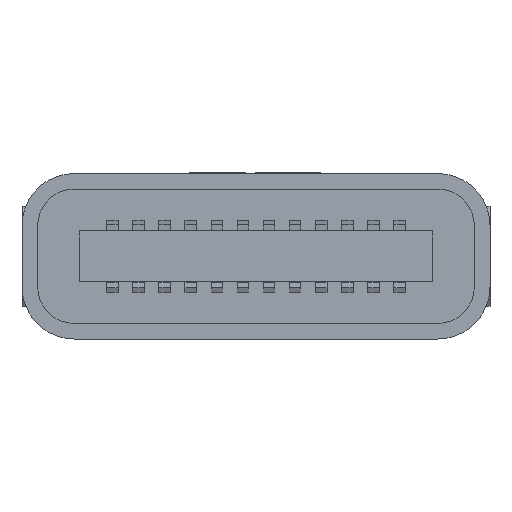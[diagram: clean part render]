
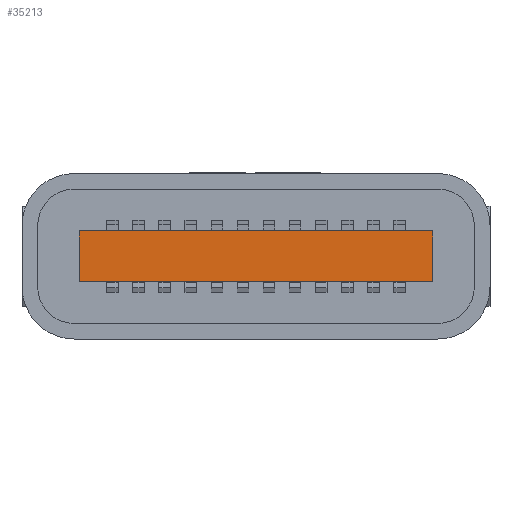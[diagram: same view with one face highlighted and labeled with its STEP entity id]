
A CAD part, front view. The second image highlights one B-rep face of the part: STEP entity #35213.
In plain terms, the highlighted planar face has unit normal (0, -1, 0).
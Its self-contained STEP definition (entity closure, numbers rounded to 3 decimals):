
#210 = ORIENTED_EDGE ( 'NONE', *, *, #35947, .T. ) ;
#1015 = CARTESIAN_POINT ( 'NONE',  ( 3.38, 0.65, 0.485 ) ) ;
#2185 = DIRECTION ( 'NONE',  ( 1., 0., 0. ) ) ;
#2813 = VECTOR ( 'NONE', #32088, 1000. ) ;
#3135 = ORIENTED_EDGE ( 'NONE', *, *, #22787, .T. ) ;
#5140 = ORIENTED_EDGE ( 'NONE', *, *, #35585, .T. ) ;
#5951 = PLANE ( 'NONE',  #23375 ) ;
#7106 = VERTEX_POINT ( 'NONE', #33274 ) ;
#16078 = ORIENTED_EDGE ( 'NONE', *, *, #21048, .T. ) ;
#18023 = VERTEX_POINT ( 'NONE', #26255 ) ;
#21048 = EDGE_CURVE ( 'NONE', #33570, #39846, #26144, .T. ) ;
#22787 = EDGE_CURVE ( 'NONE', #18023, #33570, #43985, .T. ) ;
#23375 = AXIS2_PLACEMENT_3D ( 'NONE', #25542, #26061, #26585 ) ;
#23590 = VECTOR ( 'NONE', #29277, 1000. ) ;
#24280 = VECTOR ( 'NONE', #2185, 1000. ) ;
#25542 = CARTESIAN_POINT ( 'NONE',  ( 0., 0.65, 0. ) ) ;
#25751 = CARTESIAN_POINT ( 'NONE',  ( -3.38, 0.65, -0.485 ) ) ;
#26061 = DIRECTION ( 'NONE',  ( 0., -1., 0. ) ) ;
#26144 = LINE ( 'NONE', #1015, #23590 ) ;
#26255 = CARTESIAN_POINT ( 'NONE',  ( 3.38, 0.65, -0.485 ) ) ;
#26585 = DIRECTION ( 'NONE',  ( 0., 0., -1. ) ) ;
#28190 = LINE ( 'NONE', #47466, #41976 ) ;
#29277 = DIRECTION ( 'NONE',  ( -1., 0., 0. ) ) ;
#32088 = DIRECTION ( 'NONE',  ( 0., 0., 1. ) ) ;
#33274 = CARTESIAN_POINT ( 'NONE',  ( -3.38, 0.65, -0.485 ) ) ;
#33570 = VERTEX_POINT ( 'NONE', #37287 ) ;
#35213 = ADVANCED_FACE ( 'NONE', ( #46085 ), #5951, .T. ) ;
#35585 = EDGE_CURVE ( 'NONE', #7106, #18023, #37546, .T. ) ;
#35947 = EDGE_CURVE ( 'NONE', #39846, #7106, #28190, .T. ) ;
#37287 = CARTESIAN_POINT ( 'NONE',  ( 3.38, 0.65, 0.485 ) ) ;
#37546 = LINE ( 'NONE', #25751, #24280 ) ;
#39846 = VERTEX_POINT ( 'NONE', #43771 ) ;
#41976 = VECTOR ( 'NONE', #43239, 1000. ) ;
#42188 = EDGE_LOOP ( 'NONE', ( #5140, #3135, #16078, #210 ) ) ;
#43239 = DIRECTION ( 'NONE',  ( 0., 0., -1. ) ) ;
#43771 = CARTESIAN_POINT ( 'NONE',  ( -3.38, 0.65, 0.485 ) ) ;
#43985 = LINE ( 'NONE', #52162, #2813 ) ;
#46085 = FACE_OUTER_BOUND ( 'NONE', #42188, .T. ) ;
#47466 = CARTESIAN_POINT ( 'NONE',  ( -3.38, 0.65, 0.485 ) ) ;
#52162 = CARTESIAN_POINT ( 'NONE',  ( 3.38, 0.65, -0.485 ) ) ;
